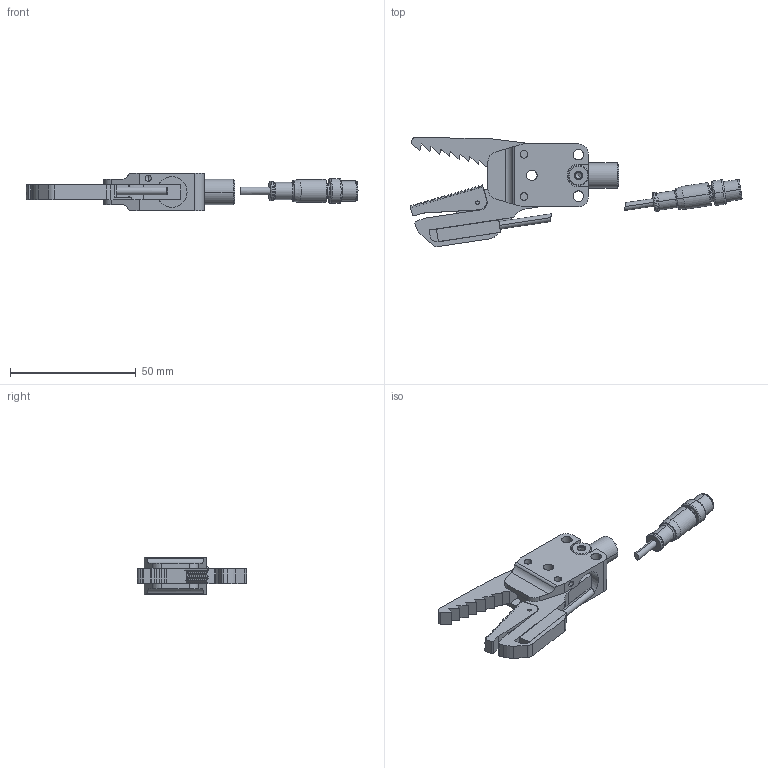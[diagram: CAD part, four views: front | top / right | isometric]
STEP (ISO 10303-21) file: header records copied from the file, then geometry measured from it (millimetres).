
FILE_DESCRIPTION (( 'STEP AP214' ), '1' );
FILE_NAME ('CA.GZA.10.12.S9N.STEP', '2018-01-25T15:29:30', ( '' ), ( '' ), 'SwSTEP 2.0', 'SolidWorks 2017', '' );
FILE_SCHEMA (( 'AUTOMOTIVE_DESIGN' ));
Length unit declared in the file: millimetre
Products named in the file (8): GZA.10.12.1.L; GZA.10.12.3.S.; GZA.10.12.19; GZA.10.12.3.S1.; DIM.D10620; MMD.IL5AP3AVF80; CA.GZA.10.12.S9N; CA.08.14.013
Assembly tree (7 placements, depth 2):
  CA.GZA.10.12.S9N
    MMD.IL5AP3AVF80
    DIM.D10620
    GZA.10.12.3.S1.
    GZA.10.12.19
    GZA.10.12.3.S.
    GZA.10.12.1.L
    CA.08.14.013
Bounding box: 132.07 x 43.44 x 15 mm (x, y, z)
Volume: 18158 mm3; surface area: 13475.4 mm2
Topology: 11 solids, 11 shells, 536 faces, 1210 edges, 694 vertices
Faces by surface type: plane 347, cylinder 124, bspline 35, cone 30
Entity records: 17348 total; most frequent: CARTESIAN_POINT 5101, DIRECTION 2420, ORIENTED_EDGE 2384, EDGE_CURVE 1192, VECTOR 820, LINE 820, AXIS2_PLACEMENT_3D 800, VERTEX_POINT 693
